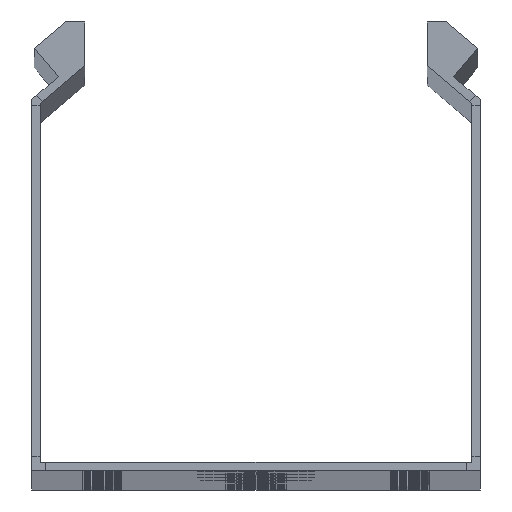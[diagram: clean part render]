
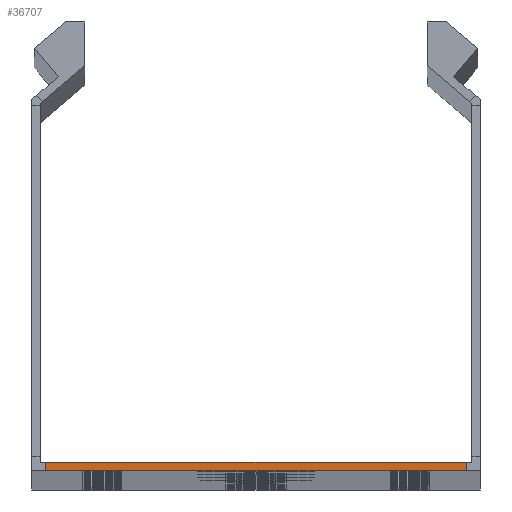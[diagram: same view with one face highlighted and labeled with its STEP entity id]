
A CAD part, top view. The second image highlights one B-rep face of the part: STEP entity #36707.
In plain terms, the highlighted planar face has unit normal (0, 0, 1).
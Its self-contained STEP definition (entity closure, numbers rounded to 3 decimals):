
#2294 = EDGE_CURVE ( 'NONE', #21194, #40415, #2785, .T. ) ;
#2381 = CARTESIAN_POINT ( 'NONE',  ( 37.5, 0., 1000. ) ) ;
#2785 = LINE ( 'NONE', #24742, #30831 ) ;
#3243 = VECTOR ( 'NONE', #8140, 1000. ) ;
#4875 = DIRECTION ( 'NONE',  ( 1., 0., 0. ) ) ;
#5540 = DIRECTION ( 'NONE',  ( 0., 1., 0. ) ) ;
#6135 = ORIENTED_EDGE ( 'NONE', *, *, #2294, .T. ) ;
#6736 = DIRECTION ( 'NONE',  ( -1., 0., 0. ) ) ;
#7989 = CARTESIAN_POINT ( 'NONE',  ( -40., 0., 1000. ) ) ;
#8140 = DIRECTION ( 'NONE',  ( -1., 0., 0. ) ) ;
#10210 = VERTEX_POINT ( 'NONE', #24143 ) ;
#11275 = VECTOR ( 'NONE', #5540, 1000. ) ;
#12507 = CARTESIAN_POINT ( 'NONE',  ( 37.5, 0., 1000. ) ) ;
#14139 = LINE ( 'NONE', #20567, #27909 ) ;
#17335 = ORIENTED_EDGE ( 'NONE', *, *, #19232, .T. ) ;
#18741 = VERTEX_POINT ( 'NONE', #2381 ) ;
#19232 = EDGE_CURVE ( 'NONE', #18741, #10210, #24440, .T. ) ;
#19578 = ORIENTED_EDGE ( 'NONE', *, *, #45170, .T. ) ;
#20197 = AXIS2_PLACEMENT_3D ( 'NONE', #36187, #39763, #4875 ) ;
#20567 = CARTESIAN_POINT ( 'NONE',  ( -40., 1.5, 1000. ) ) ;
#21194 = VERTEX_POINT ( 'NONE', #43322 ) ;
#24143 = CARTESIAN_POINT ( 'NONE',  ( 37.5, 1.5, 1000. ) ) ;
#24440 = LINE ( 'NONE', #12507, #11275 ) ;
#24742 = CARTESIAN_POINT ( 'NONE',  ( -37.5, 1.5, 1000. ) ) ;
#25630 = PLANE ( 'NONE',  #20197 ) ;
#27814 = EDGE_LOOP ( 'NONE', ( #45288, #17335, #19578, #6135 ) ) ;
#27909 = VECTOR ( 'NONE', #6736, 1000. ) ;
#30831 = VECTOR ( 'NONE', #38578, 1000. ) ;
#31292 = LINE ( 'NONE', #7989, #3243 ) ;
#36187 = CARTESIAN_POINT ( 'NONE',  ( 38.5, 2.5, 1000. ) ) ;
#36288 = FACE_OUTER_BOUND ( 'NONE', #27814, .T. ) ;
#36707 = ADVANCED_FACE ( 'NONE', ( #36288 ), #25630, .T. ) ;
#38578 = DIRECTION ( 'NONE',  ( 0., -1., 0. ) ) ;
#39763 = DIRECTION ( 'NONE',  ( 0., 0., 1. ) ) ;
#40415 = VERTEX_POINT ( 'NONE', #41950 ) ;
#41950 = CARTESIAN_POINT ( 'NONE',  ( -37.5, 0., 1000. ) ) ;
#43322 = CARTESIAN_POINT ( 'NONE',  ( -37.5, 1.5, 1000. ) ) ;
#44256 = EDGE_CURVE ( 'NONE', #18741, #40415, #31292, .T. ) ;
#45170 = EDGE_CURVE ( 'NONE', #10210, #21194, #14139, .T. ) ;
#45288 = ORIENTED_EDGE ( 'NONE', *, *, #44256, .F. ) ;
